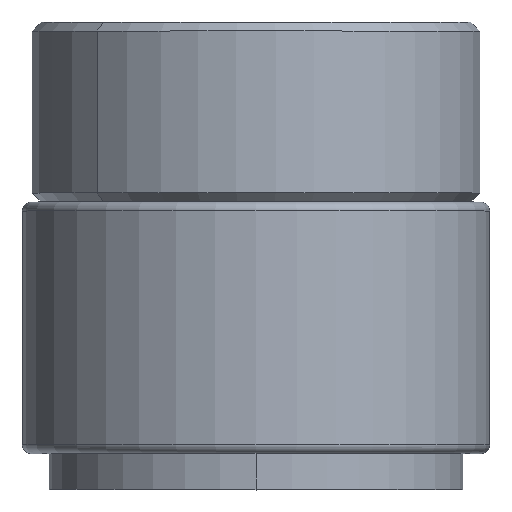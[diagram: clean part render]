
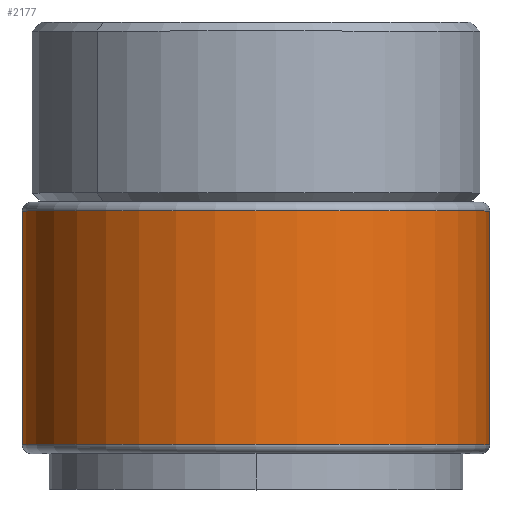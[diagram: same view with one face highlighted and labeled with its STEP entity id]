
A CAD part, top view. The second image highlights one B-rep face of the part: STEP entity #2177.
In plain terms, the highlighted cylindrical face has radius 13 mm (diameter 26 mm), a partial arc.
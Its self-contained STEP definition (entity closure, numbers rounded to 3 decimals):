
#37 = ORIENTED_EDGE ( 'NONE', *, *, #2304, .T. ) ;
#165 = DIRECTION ( 'NONE',  ( 0., 1., 0. ) ) ;
#328 = CARTESIAN_POINT ( 'NONE',  ( 0., 14., 0. ) ) ;
#388 = CARTESIAN_POINT ( 'NONE',  ( 0., 14., -13. ) ) ;
#666 = CARTESIAN_POINT ( 'NONE',  ( 0., 14., 13. ) ) ;
#1008 = VERTEX_POINT ( 'NONE', #1972 ) ;
#1043 = DIRECTION ( 'NONE',  ( 0., -1., 0. ) ) ;
#1089 = CIRCLE ( 'NONE', #2464, 13. ) ;
#1565 = VERTEX_POINT ( 'NONE', #2135 ) ;
#1582 = DIRECTION ( 'NONE',  ( 0., 0., -1. ) ) ;
#1599 = LINE ( 'NONE', #666, #3353 ) ;
#1620 = CARTESIAN_POINT ( 'NONE',  ( 0., 13.5, -13. ) ) ;
#1640 = FACE_OUTER_BOUND ( 'NONE', #3142, .T. ) ;
#1701 = DIRECTION ( 'NONE',  ( 0., 0., 1. ) ) ;
#1729 = VERTEX_POINT ( 'NONE', #1620 ) ;
#1910 = DIRECTION ( 'NONE',  ( 0., -1., 0. ) ) ;
#1928 = DIRECTION ( 'NONE',  ( 0., -1., 0. ) ) ;
#1970 = LINE ( 'NONE', #388, #2902 ) ;
#1972 = CARTESIAN_POINT ( 'NONE',  ( 0., 0.5, 13. ) ) ;
#1977 = DIRECTION ( 'NONE',  ( 0., -1., 0. ) ) ;
#2135 = CARTESIAN_POINT ( 'NONE',  ( 0., 13.5, 13. ) ) ;
#2145 = EDGE_CURVE ( 'NONE', #1729, #3375, #1970, .T. ) ;
#2177 = ADVANCED_FACE ( 'NONE', ( #1640 ), #3195, .T. ) ;
#2204 = CIRCLE ( 'NONE', #3753, 13. ) ;
#2304 = EDGE_CURVE ( 'NONE', #1008, #3375, #2204, .T. ) ;
#2464 = AXIS2_PLACEMENT_3D ( 'NONE', #3824, #1977, #2909 ) ;
#2685 = ORIENTED_EDGE ( 'NONE', *, *, #3739, .T. ) ;
#2821 = EDGE_CURVE ( 'NONE', #1729, #1565, #1089, .T. ) ;
#2902 = VECTOR ( 'NONE', #1043, 1000. ) ;
#2909 = DIRECTION ( 'NONE',  ( 0., 0., 1. ) ) ;
#2963 = CARTESIAN_POINT ( 'NONE',  ( 0., 0.5, 0. ) ) ;
#3142 = EDGE_LOOP ( 'NONE', ( #3381, #2685, #37, #3528 ) ) ;
#3144 = CARTESIAN_POINT ( 'NONE',  ( 0., 0.5, -13. ) ) ;
#3195 = CYLINDRICAL_SURFACE ( 'NONE', #3417, 13. ) ;
#3353 = VECTOR ( 'NONE', #1910, 1000. ) ;
#3375 = VERTEX_POINT ( 'NONE', #3144 ) ;
#3381 = ORIENTED_EDGE ( 'NONE', *, *, #2821, .T. ) ;
#3417 = AXIS2_PLACEMENT_3D ( 'NONE', #328, #1928, #1582 ) ;
#3528 = ORIENTED_EDGE ( 'NONE', *, *, #2145, .F. ) ;
#3739 = EDGE_CURVE ( 'NONE', #1565, #1008, #1599, .T. ) ;
#3753 = AXIS2_PLACEMENT_3D ( 'NONE', #2963, #165, #1701 ) ;
#3824 = CARTESIAN_POINT ( 'NONE',  ( 0., 13.5, 0. ) ) ;
